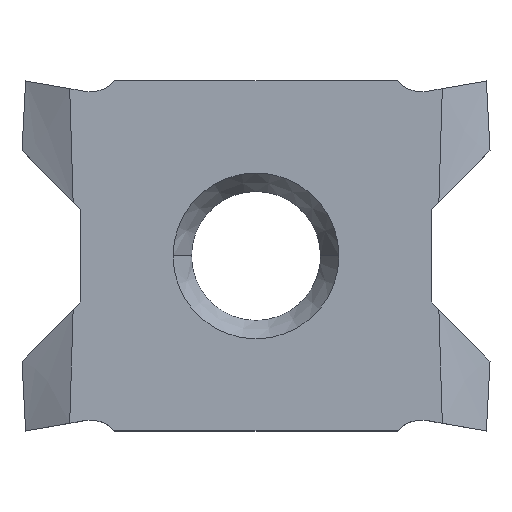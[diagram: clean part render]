
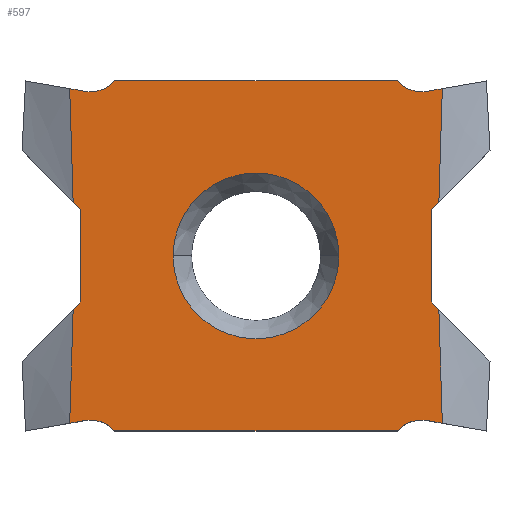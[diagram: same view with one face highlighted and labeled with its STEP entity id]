
A CAD part, top view. The second image highlights one B-rep face of the part: STEP entity #597.
In plain terms, the highlighted planar face has unit normal (0, 0, 1).
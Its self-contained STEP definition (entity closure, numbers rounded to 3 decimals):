
#50=CARTESIAN_POINT('',(-4.75,1.25,1.2));
#51=VERTEX_POINT('',#50);
#58=CARTESIAN_POINT('',(-4.962,1.462,1.2));
#59=VERTEX_POINT('',#58);
#60=CARTESIAN_POINT('',(-6.347,2.847,1.2));
#61=DIRECTION('',(0.707,-0.707,0.0));
#62=VECTOR('',#61,1.0);
#63=LINE('',#60,#62);
#64=EDGE_CURVE('n� 2421',#59,#51,#63,.T.);
#393=CARTESIAN_POINT('',(-3.827,4.75,1.2));
#394=VERTEX_POINT('',#393);
#402=CARTESIAN_POINT('',(-4.65,4.468,1.2));
#403=VERTEX_POINT('',#402);
#410=CARTESIAN_POINT('',(-4.494,5.354,1.2));
#411=DIRECTION('',(0.0,0.0,1.0));
#412=DIRECTION('',(1.0,0.0,0.0));
#413=AXIS2_PLACEMENT_3D('',#410,#411,#412);
#414=CIRCLE('',#413,0.9);
#415=EDGE_CURVE('n� 2663',#403,#394,#414,.T.);
#425=CARTESIAN_POINT('',(2.25,0.0,1.2));
#426=VERTEX_POINT('',#425);
#427=CARTESIAN_POINT('',(-2.25,0.0,1.2));
#428=VERTEX_POINT('',#427);
#429=CARTESIAN_POINT('',(0.0,0.0,1.2));
#430=DIRECTION('',(0.0,0.0,-1.0));
#431=DIRECTION('',(1.0,0.0,0.0));
#432=AXIS2_PLACEMENT_3D('',#429,#430,#431);
#433=CIRCLE('',#432,2.25);
#434=EDGE_CURVE('n� 2674',#426,#428,#433,.T.);
#435=ORIENTED_EDGE('',*,*,#434,.T.);
#436=CARTESIAN_POINT('',(0.0,0.0,1.2));
#437=DIRECTION('',(0.0,0.0,-1.0));
#438=DIRECTION('',(1.0,0.0,0.0));
#439=AXIS2_PLACEMENT_3D('',#436,#437,#438);
#440=CIRCLE('',#439,2.25);
#441=EDGE_CURVE('n� 2678',#428,#426,#440,.T.);
#442=ORIENTED_EDGE('',*,*,#441,.T.);
#443=EDGE_LOOP('',(#435,#442));
#444=FACE_BOUND('',#443,.T.);
#445=CARTESIAN_POINT('',(-4.75,-1.25,1.2));
#446=VERTEX_POINT('',#445);
#447=CARTESIAN_POINT('',(-4.75,1.25,1.2));
#448=DIRECTION('',(0.0,-1.0,0.0));
#449=VECTOR('',#448,1.0);
#450=LINE('',#447,#449);
#451=EDGE_CURVE('n� 2685',#51,#446,#450,.T.);
#452=ORIENTED_EDGE('',*,*,#451,.T.);
#453=CARTESIAN_POINT('',(-4.962,-1.462,1.2));
#454=VERTEX_POINT('',#453);
#455=CARTESIAN_POINT('',(-6.347,-2.847,1.2));
#456=DIRECTION('',(0.707,0.707,0.0));
#457=VECTOR('',#456,1.0);
#458=LINE('',#455,#457);
#459=EDGE_CURVE('n� 2691',#454,#446,#458,.T.);
#460=ORIENTED_EDGE('',*,*,#459,.F.);
#461=CARTESIAN_POINT('',(-5.056,-4.539,1.2));
#462=VERTEX_POINT('',#461);
#463=CARTESIAN_POINT('',(-5.08,-5.334,1.2));
#464=DIRECTION('',(-0.031,-1.,0.0));
#465=VECTOR('',#464,1.0);
#466=LINE('',#463,#465);
#467=EDGE_CURVE('n� 2697',#454,#462,#466,.T.);
#468=ORIENTED_EDGE('',*,*,#467,.T.);
#469=CARTESIAN_POINT('',(-4.65,-4.468,1.2));
#470=VERTEX_POINT('',#469);
#471=CARTESIAN_POINT('',(-6.25,-4.75,1.2));
#472=DIRECTION('',(0.985,0.174,0.0));
#473=VECTOR('',#472,1.0);
#474=LINE('',#471,#473);
#475=EDGE_CURVE('n� 2703',#462,#470,#474,.T.);
#476=ORIENTED_EDGE('',*,*,#475,.T.);
#477=CARTESIAN_POINT('',(-3.827,-4.75,1.2));
#478=VERTEX_POINT('',#477);
#479=CARTESIAN_POINT('',(-4.494,-5.354,1.2));
#480=DIRECTION('',(0.0,0.0,-1.0));
#481=DIRECTION('',(1.0,0.0,0.0));
#482=AXIS2_PLACEMENT_3D('',#479,#480,#481);
#483=CIRCLE('',#482,0.9);
#484=EDGE_CURVE('n� 2709',#470,#478,#483,.T.);
#485=ORIENTED_EDGE('',*,*,#484,.T.);
#486=CARTESIAN_POINT('',(3.827,-4.75,1.2));
#487=VERTEX_POINT('',#486);
#488=CARTESIAN_POINT('',(-3.827,-4.75,1.2));
#489=DIRECTION('',(1.0,0.0,0.0));
#490=VECTOR('',#489,1.0);
#491=LINE('',#488,#490);
#492=EDGE_CURVE('n� 2715',#478,#487,#491,.T.);
#493=ORIENTED_EDGE('',*,*,#492,.T.);
#494=CARTESIAN_POINT('',(4.65,-4.468,1.2));
#495=VERTEX_POINT('',#494);
#496=CARTESIAN_POINT('',(4.494,-5.354,1.2));
#497=DIRECTION('',(0.0,0.0,1.0));
#498=DIRECTION('',(-1.0,0.0,0.0));
#499=AXIS2_PLACEMENT_3D('',#496,#497,#498);
#500=CIRCLE('',#499,0.9);
#501=EDGE_CURVE('n� 2721',#495,#487,#500,.T.);
#502=ORIENTED_EDGE('',*,*,#501,.F.);
#503=CARTESIAN_POINT('',(5.056,-4.539,1.2));
#504=VERTEX_POINT('',#503);
#505=CARTESIAN_POINT('',(6.25,-4.75,1.2));
#506=DIRECTION('',(-0.985,0.174,0.0));
#507=VECTOR('',#506,1.0);
#508=LINE('',#505,#507);
#509=EDGE_CURVE('n� 2727',#504,#495,#508,.T.);
#510=ORIENTED_EDGE('',*,*,#509,.F.);
#511=CARTESIAN_POINT('',(4.962,-1.462,1.2));
#512=VERTEX_POINT('',#511);
#513=CARTESIAN_POINT('',(5.08,-5.334,1.2));
#514=DIRECTION('',(0.031,-1.,0.0));
#515=VECTOR('',#514,1.0);
#516=LINE('',#513,#515);
#517=EDGE_CURVE('n� 2733',#512,#504,#516,.T.);
#518=ORIENTED_EDGE('',*,*,#517,.F.);
#519=CARTESIAN_POINT('',(4.75,-1.25,1.2));
#520=VERTEX_POINT('',#519);
#521=CARTESIAN_POINT('',(6.347,-2.847,1.2));
#522=DIRECTION('',(-0.707,0.707,0.0));
#523=VECTOR('',#522,1.0);
#524=LINE('',#521,#523);
#525=EDGE_CURVE('n� 2739',#512,#520,#524,.T.);
#526=ORIENTED_EDGE('',*,*,#525,.T.);
#527=CARTESIAN_POINT('',(4.75,1.25,1.2));
#528=VERTEX_POINT('',#527);
#529=CARTESIAN_POINT('',(4.75,1.25,1.2));
#530=DIRECTION('',(0.0,-1.0,0.0));
#531=VECTOR('',#530,1.0);
#532=LINE('',#529,#531);
#533=EDGE_CURVE('n� 2745',#528,#520,#532,.T.);
#534=ORIENTED_EDGE('',*,*,#533,.F.);
#535=CARTESIAN_POINT('',(4.962,1.462,1.2));
#536=VERTEX_POINT('',#535);
#537=CARTESIAN_POINT('',(6.347,2.847,1.2));
#538=DIRECTION('',(-0.707,-0.707,0.0));
#539=VECTOR('',#538,1.0);
#540=LINE('',#537,#539);
#541=EDGE_CURVE('n� 2751',#536,#528,#540,.T.);
#542=ORIENTED_EDGE('',*,*,#541,.F.);
#543=CARTESIAN_POINT('',(5.056,4.539,1.2));
#544=VERTEX_POINT('',#543);
#545=CARTESIAN_POINT('',(5.08,5.334,1.2));
#546=DIRECTION('',(0.031,1.,0.0));
#547=VECTOR('',#546,1.0);
#548=LINE('',#545,#547);
#549=EDGE_CURVE('n� 2757',#536,#544,#548,.T.);
#550=ORIENTED_EDGE('',*,*,#549,.T.);
#551=CARTESIAN_POINT('',(4.65,4.468,1.2));
#552=VERTEX_POINT('',#551);
#553=CARTESIAN_POINT('',(6.25,4.75,1.2));
#554=DIRECTION('',(-0.985,-0.174,0.0));
#555=VECTOR('',#554,1.0);
#556=LINE('',#553,#555);
#557=EDGE_CURVE('n� 2763',#544,#552,#556,.T.);
#558=ORIENTED_EDGE('',*,*,#557,.T.);
#559=CARTESIAN_POINT('',(3.827,4.75,1.2));
#560=VERTEX_POINT('',#559);
#561=CARTESIAN_POINT('',(4.494,5.354,1.2));
#562=DIRECTION('',(0.0,0.0,-1.0));
#563=DIRECTION('',(-1.0,0.0,0.0));
#564=AXIS2_PLACEMENT_3D('',#561,#562,#563);
#565=CIRCLE('',#564,0.9);
#566=EDGE_CURVE('n� 2769',#552,#560,#565,.T.);
#567=ORIENTED_EDGE('',*,*,#566,.T.);
#568=CARTESIAN_POINT('',(3.827,4.75,1.2));
#569=DIRECTION('',(-1.0,0.0,0.0));
#570=VECTOR('',#569,1.0);
#571=LINE('',#568,#570);
#572=EDGE_CURVE('n� 2773',#560,#394,#571,.T.);
#573=ORIENTED_EDGE('',*,*,#572,.T.);
#574=ORIENTED_EDGE('',*,*,#415,.F.);
#575=CARTESIAN_POINT('',(-5.056,4.539,1.2));
#576=VERTEX_POINT('',#575);
#577=CARTESIAN_POINT('',(-6.25,4.75,1.2));
#578=DIRECTION('',(0.985,-0.174,0.0));
#579=VECTOR('',#578,1.0);
#580=LINE('',#577,#579);
#581=EDGE_CURVE('n� 2781',#576,#403,#580,.T.);
#582=ORIENTED_EDGE('',*,*,#581,.F.);
#583=CARTESIAN_POINT('',(-5.08,5.334,1.2));
#584=DIRECTION('',(-0.031,1.,0.0));
#585=VECTOR('',#584,1.0);
#586=LINE('',#583,#585);
#587=EDGE_CURVE('n� 2785',#59,#576,#586,.T.);
#588=ORIENTED_EDGE('',*,*,#587,.F.);
#589=ORIENTED_EDGE('',*,*,#64,.T.);
#590=EDGE_LOOP('',(
    #452,#460,#468,#476,#485,#493,#502,#510,#518,#526,
    #534,#542,#550,#558,#567,#573,#574,#582,#588,#589));
#591=FACE_OUTER_BOUND('',#590,.T.);
#592=CARTESIAN_POINT('',(4.494,-5.354,1.2));
#593=DIRECTION('',(0.0,0.0,1.0));
#594=DIRECTION('',(-1.0,0.0,0.0));
#595=AXIS2_PLACEMENT_3D('',#592,#593,#594);
#596=PLANE('',#595);
#597=ADVANCED_FACE('n� 2665',(#444,#591),#596,.T.);
